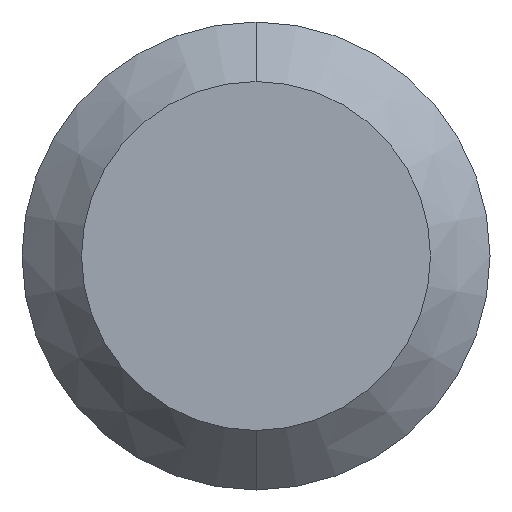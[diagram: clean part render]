
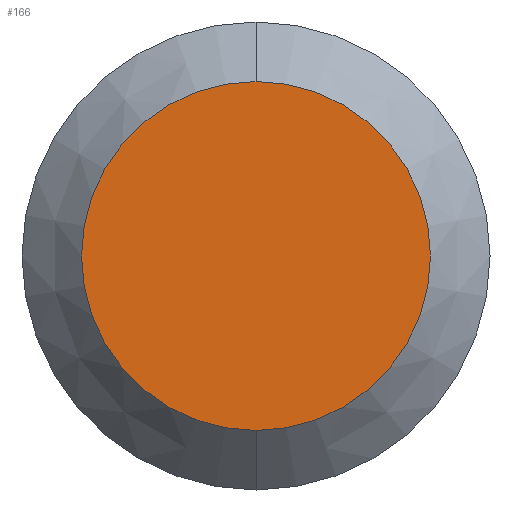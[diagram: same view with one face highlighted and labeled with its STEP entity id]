
A CAD part, front view. The second image highlights one B-rep face of the part: STEP entity #166.
In plain terms, the highlighted planar face has unit normal (0, -1, 0).
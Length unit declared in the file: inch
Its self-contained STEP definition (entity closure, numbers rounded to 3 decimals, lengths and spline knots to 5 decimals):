
#5 = CARTESIAN_POINT ( 'NONE',  ( 0., 0., -0.05859 ) ) ;
#10 = DIRECTION ( 'NONE',  ( 0., 0., 1. ) ) ;
#83 = EDGE_LOOP ( 'NONE', ( #277, #119 ) ) ;
#95 = AXIS2_PLACEMENT_3D ( 'NONE', #131, #226, #191 ) ;
#97 = AXIS2_PLACEMENT_3D ( 'NONE', #123, #125, #189 ) ;
#105 = CIRCLE ( 'NONE', #95, 0.05859 ) ;
#119 = ORIENTED_EDGE ( 'NONE', *, *, #243, .T. ) ;
#123 = CARTESIAN_POINT ( 'NONE',  ( 0., 0., 0. ) ) ;
#125 = DIRECTION ( 'NONE',  ( 0., -1., 0. ) ) ;
#131 = CARTESIAN_POINT ( 'NONE',  ( 0., 0., 0. ) ) ;
#134 = AXIS2_PLACEMENT_3D ( 'NONE', #246, #199, #10 ) ;
#142 = PLANE ( 'NONE',  #134 ) ;
#166 = ADVANCED_FACE ( 'NONE', ( #230 ), #142, .F. ) ;
#184 = VERTEX_POINT ( 'NONE', #5 ) ;
#189 = DIRECTION ( 'NONE',  ( 0., 0., 1. ) ) ;
#191 = DIRECTION ( 'NONE',  ( 0., 0., 1. ) ) ;
#199 = DIRECTION ( 'NONE',  ( 0., 1., 0. ) ) ;
#214 = VERTEX_POINT ( 'NONE', #265 ) ;
#226 = DIRECTION ( 'NONE',  ( 0., -1., 0. ) ) ;
#230 = FACE_OUTER_BOUND ( 'NONE', #83, .T. ) ;
#243 = EDGE_CURVE ( 'NONE', #184, #214, #245, .T. ) ;
#245 = CIRCLE ( 'NONE', #97, 0.05859 ) ;
#246 = CARTESIAN_POINT ( 'NONE',  ( 0., 0., 0. ) ) ;
#258 = EDGE_CURVE ( 'NONE', #214, #184, #105, .T. ) ;
#265 = CARTESIAN_POINT ( 'NONE',  ( 0., 0., 0.05859 ) ) ;
#277 = ORIENTED_EDGE ( 'NONE', *, *, #258, .T. ) ;
